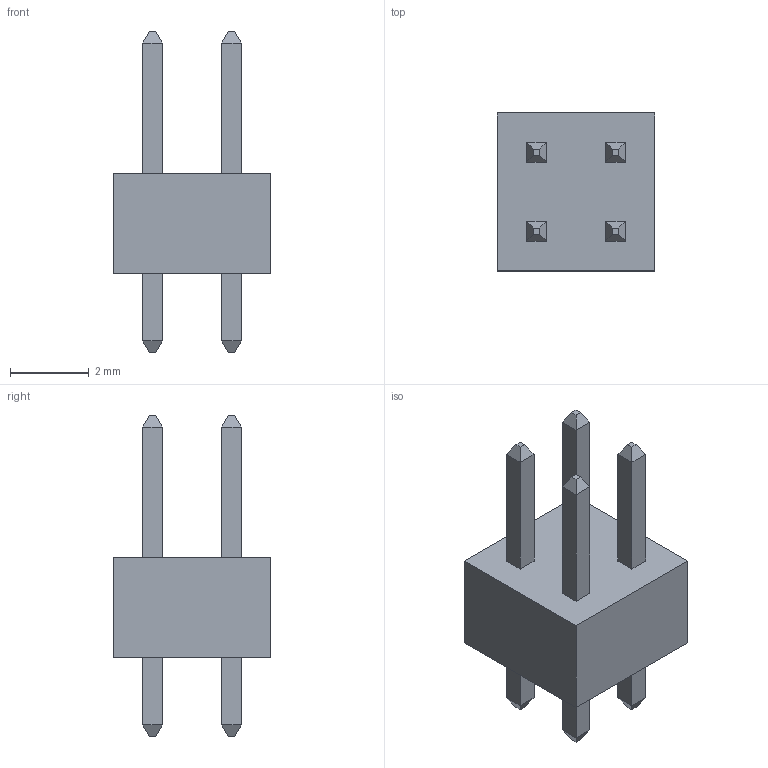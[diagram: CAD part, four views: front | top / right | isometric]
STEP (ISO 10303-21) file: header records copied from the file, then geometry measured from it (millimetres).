
FILE_DESCRIPTION (( 'STEP AP214' ), '1' );
FILE_NAME ( 'HDRV4W50P200_2X2_400X400H615.STEP', '2022-06-19T11:52:38', ( '' ), ( '' ), '', '©2017 PCB Libraries, Inc.', '' );
FILE_SCHEMA (( 'AUTOMOTIVE_DESIGN' ));
Length unit declared in the file: millimetre
Products named in the file (1): HDRV4W50P200_2X2_400X400H615
Bounding box: 4 x 4 x 8.15 mm (x, y, z)
Volume: 45.9 mm3; surface area: 118.5 mm2
Topology: 9 solids, 9 shells, 86 faces, 172 edges, 104 vertices
Faces by surface type: plane 86
Entity records: 2459 total; most frequent: CARTESIAN_POINT 363, DIRECTION 346, ORIENTED_EDGE 344, VECTOR 172, LINE 172, EDGE_CURVE 172, VERTEX_POINT 104, STYLED_ITEM 96
